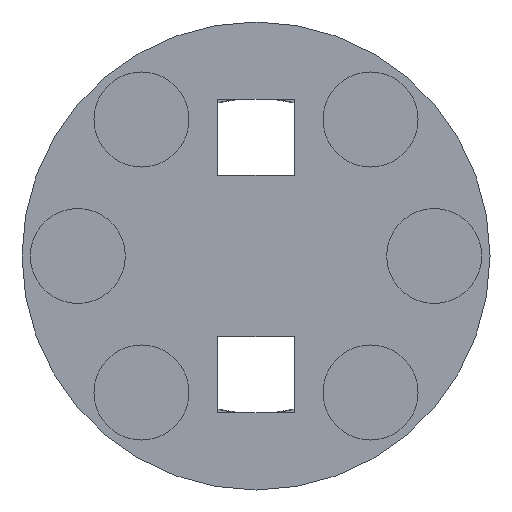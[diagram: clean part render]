
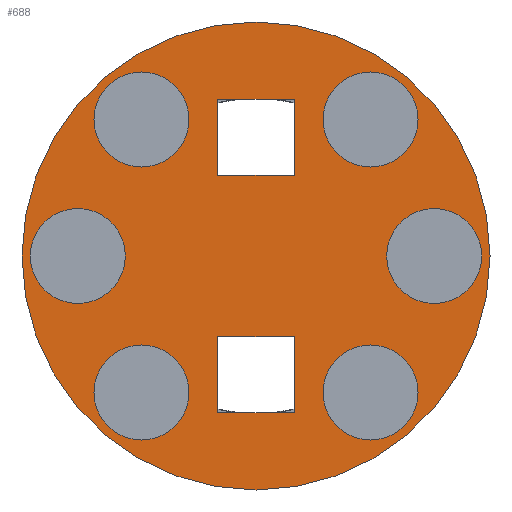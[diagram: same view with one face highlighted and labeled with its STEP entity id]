
A CAD part, front view. The second image highlights one B-rep face of the part: STEP entity #688.
In plain terms, the highlighted planar face has unit normal (0, -1, 0).
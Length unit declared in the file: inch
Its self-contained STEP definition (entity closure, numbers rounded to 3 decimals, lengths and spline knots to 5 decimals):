
#13 = DIRECTION ( 'NONE',  ( 0., 0., 1. ) ) ;
#15 = CARTESIAN_POINT ( 'NONE',  ( 0.04821, 0.02, -0.05745 ) ) ;
#24 = CARTESIAN_POINT ( 'NONE',  ( 0.075, 0.02, -0.02 ) ) ;
#27 = EDGE_LOOP ( 'NONE', ( #1158 ) ) ;
#32 = CARTESIAN_POINT ( 'NONE',  ( -0.016, 0.02, -0.066 ) ) ;
#34 = DIRECTION ( 'NONE',  ( 0., -1., 0. ) ) ;
#42 = EDGE_LOOP ( 'NONE', ( #1000 ) ) ;
#53 = AXIS2_PLACEMENT_3D ( 'NONE', #15, #874, #858 ) ;
#61 = VERTEX_POINT ( 'NONE', #1040 ) ;
#70 = ORIENTED_EDGE ( 'NONE', *, *, #1164, .F. ) ;
#76 = CARTESIAN_POINT ( 'NONE',  ( -0.016, 0.02, 0.034 ) ) ;
#81 = AXIS2_PLACEMENT_3D ( 'NONE', #1112, #122, #690 ) ;
#86 = DIRECTION ( 'NONE',  ( 0., 0., 1. ) ) ;
#101 = CARTESIAN_POINT ( 'NONE',  ( -0.016, 0.02, 0.066 ) ) ;
#103 = DIRECTION ( 'NONE',  ( 0., -1., 0. ) ) ;
#115 = CARTESIAN_POINT ( 'NONE',  ( 0.016, 0.02, -0.034 ) ) ;
#121 = DIRECTION ( 'NONE',  ( 0., 0., -1. ) ) ;
#122 = DIRECTION ( 'NONE',  ( 0., -1., 0. ) ) ;
#123 = ORIENTED_EDGE ( 'NONE', *, *, #375, .F. ) ;
#124 = VERTEX_POINT ( 'NONE', #644 ) ;
#129 = VECTOR ( 'NONE', #86, 39.37008 ) ;
#134 = EDGE_LOOP ( 'NONE', ( #763 ) ) ;
#136 = LINE ( 'NONE', #812, #695 ) ;
#148 = PLANE ( 'NONE',  #396 ) ;
#156 = DIRECTION ( 'NONE',  ( 0., -1., 0. ) ) ;
#158 = DIRECTION ( 'NONE',  ( 1., 0., 0. ) ) ;
#190 = CARTESIAN_POINT ( 'NONE',  ( -0.016, 0.02, 0.034 ) ) ;
#199 = CARTESIAN_POINT ( 'NONE',  ( -0.04821, 0.02, -0.05745 ) ) ;
#209 = DIRECTION ( 'NONE',  ( 0., -1., 0. ) ) ;
#226 = ORIENTED_EDGE ( 'NONE', *, *, #425, .F. ) ;
#229 = CIRCLE ( 'NONE', #81, 0.02 ) ;
#249 = VERTEX_POINT ( 'NONE', #190 ) ;
#260 = FACE_BOUND ( 'NONE', #42, .T. ) ;
#280 = CARTESIAN_POINT ( 'NONE',  ( 0.04821, 0.02, 0.05745 ) ) ;
#281 = EDGE_CURVE ( 'NONE', #1081, #1081, #1214, .T. ) ;
#293 = AXIS2_PLACEMENT_3D ( 'NONE', #428, #103, #13 ) ;
#298 = VERTEX_POINT ( 'NONE', #572 ) ;
#313 = EDGE_LOOP ( 'NONE', ( #534 ) ) ;
#314 = FACE_BOUND ( 'NONE', #860, .T. ) ;
#321 = VERTEX_POINT ( 'NONE', #32 ) ;
#322 = CARTESIAN_POINT ( 'NONE',  ( -0.016, 0.02, -0.066 ) ) ;
#337 = AXIS2_PLACEMENT_3D ( 'NONE', #280, #1128, #1030 ) ;
#338 = ORIENTED_EDGE ( 'NONE', *, *, #459, .F. ) ;
#345 = EDGE_CURVE ( 'NONE', #435, #435, #1131, .T. ) ;
#357 = AXIS2_PLACEMENT_3D ( 'NONE', #199, #156, #1103 ) ;
#359 = EDGE_LOOP ( 'NONE', ( #338, #70, #1142, #1178 ) ) ;
#370 = LINE ( 'NONE', #1056, #1161 ) ;
#375 = EDGE_CURVE ( 'NONE', #1055, #124, #370, .T. ) ;
#396 = AXIS2_PLACEMENT_3D ( 'NONE', #1111, #34, #623 ) ;
#410 = CARTESIAN_POINT ( 'NONE',  ( -0.04821, 0.02, 0.05745 ) ) ;
#416 = CARTESIAN_POINT ( 'NONE',  ( 0., 0.02, -0.0985 ) ) ;
#422 = FACE_BOUND ( 'NONE', #134, .T. ) ;
#425 = EDGE_CURVE ( 'NONE', #124, #249, #1184, .T. ) ;
#428 = CARTESIAN_POINT ( 'NONE',  ( -0.075, 0.02, 0. ) ) ;
#435 = VERTEX_POINT ( 'NONE', #668 ) ;
#437 = ORIENTED_EDGE ( 'NONE', *, *, #986, .F. ) ;
#440 = CARTESIAN_POINT ( 'NONE',  ( 0.016, 0.02, 0.034 ) ) ;
#459 = EDGE_CURVE ( 'NONE', #321, #1210, #136, .T. ) ;
#460 = ORIENTED_EDGE ( 'NONE', *, *, #873, .F. ) ;
#472 = LINE ( 'NONE', #115, #769 ) ;
#491 = FACE_BOUND ( 'NONE', #1031, .T. ) ;
#504 = DIRECTION ( 'NONE',  ( 0., 0., -1. ) ) ;
#521 = ORIENTED_EDGE ( 'NONE', *, *, #920, .F. ) ;
#524 = EDGE_CURVE ( 'NONE', #249, #737, #1162, .T. ) ;
#534 = ORIENTED_EDGE ( 'NONE', *, *, #1169, .F. ) ;
#547 = AXIS2_PLACEMENT_3D ( 'NONE', #694, #791, #504 ) ;
#567 = CARTESIAN_POINT ( 'NONE',  ( -0.016, 0.02, -0.034 ) ) ;
#572 = CARTESIAN_POINT ( 'NONE',  ( -0.04821, 0.02, -0.07745 ) ) ;
#585 = DIRECTION ( 'NONE',  ( -1., 0., 0. ) ) ;
#588 = EDGE_LOOP ( 'NONE', ( #733 ) ) ;
#598 = DIRECTION ( 'NONE',  ( -1., 0., 0. ) ) ;
#605 = CARTESIAN_POINT ( 'NONE',  ( 0.016, 0.02, 0.066 ) ) ;
#623 = DIRECTION ( 'NONE',  ( 0., 0., -1. ) ) ;
#635 = FACE_BOUND ( 'NONE', #800, .T. ) ;
#636 = FACE_BOUND ( 'NONE', #359, .T. ) ;
#644 = CARTESIAN_POINT ( 'NONE',  ( -0.016, 0.02, 0.066 ) ) ;
#646 = CIRCLE ( 'NONE', #337, 0.02 ) ;
#647 = CARTESIAN_POINT ( 'NONE',  ( 0.016, 0.02, -0.066 ) ) ;
#668 = CARTESIAN_POINT ( 'NONE',  ( 0.04821, 0.02, -0.03745 ) ) ;
#687 = EDGE_CURVE ( 'NONE', #1175, #1175, #229, .T. ) ;
#688 = ADVANCED_FACE ( 'NONE', ( #635, #636, #314, #886, #491, #1133, #422, #260, #1188 ), #148, .T. ) ;
#690 = DIRECTION ( 'NONE',  ( 0., 0., -1. ) ) ;
#694 = CARTESIAN_POINT ( 'NONE',  ( 0., 0.02, 0. ) ) ;
#695 = VECTOR ( 'NONE', #916, 39.37008 ) ;
#696 = CIRCLE ( 'NONE', #357, 0.02 ) ;
#697 = CARTESIAN_POINT ( 'NONE',  ( 0.04821, 0.02, 0.03745 ) ) ;
#726 = AXIS2_PLACEMENT_3D ( 'NONE', #410, #209, #1060 ) ;
#733 = ORIENTED_EDGE ( 'NONE', *, *, #281, .F. ) ;
#736 = EDGE_CURVE ( 'NONE', #825, #825, #646, .T. ) ;
#737 = VERTEX_POINT ( 'NONE', #834 ) ;
#751 = CIRCLE ( 'NONE', #293, 0.02 ) ;
#763 = ORIENTED_EDGE ( 'NONE', *, *, #345, .F. ) ;
#769 = VECTOR ( 'NONE', #817, 39.37008 ) ;
#778 = CARTESIAN_POINT ( 'NONE',  ( -0.016, 0.02, -0.034 ) ) ;
#791 = DIRECTION ( 'NONE',  ( 0., 1., 0. ) ) ;
#800 = EDGE_LOOP ( 'NONE', ( #226, #123, #521, #1074 ) ) ;
#812 = CARTESIAN_POINT ( 'NONE',  ( 0.016, 0.02, -0.066 ) ) ;
#817 = DIRECTION ( 'NONE',  ( 0., 0., 1. ) ) ;
#825 = VERTEX_POINT ( 'NONE', #697 ) ;
#834 = CARTESIAN_POINT ( 'NONE',  ( 0.016, 0.02, 0.034 ) ) ;
#858 = DIRECTION ( 'NONE',  ( 0., 0., 1. ) ) ;
#860 = EDGE_LOOP ( 'NONE', ( #460 ) ) ;
#873 = EDGE_CURVE ( 'NONE', #298, #298, #696, .T. ) ;
#874 = DIRECTION ( 'NONE',  ( 0., -1., 0. ) ) ;
#884 = LINE ( 'NONE', #440, #129 ) ;
#886 = FACE_BOUND ( 'NONE', #313, .T. ) ;
#890 = EDGE_CURVE ( 'NONE', #984, #1192, #951, .T. ) ;
#916 = DIRECTION ( 'NONE',  ( 1., 0., 0. ) ) ;
#920 = EDGE_CURVE ( 'NONE', #737, #1055, #884, .T. ) ;
#928 = VECTOR ( 'NONE', #158, 39.37008 ) ;
#929 = CARTESIAN_POINT ( 'NONE',  ( -0.075, 0.02, 0.02 ) ) ;
#951 = LINE ( 'NONE', #567, #1132 ) ;
#984 = VERTEX_POINT ( 'NONE', #1028 ) ;
#986 = EDGE_CURVE ( 'NONE', #61, #61, #1101, .T. ) ;
#1000 = ORIENTED_EDGE ( 'NONE', *, *, #687, .F. ) ;
#1028 = CARTESIAN_POINT ( 'NONE',  ( 0.016, 0.02, -0.034 ) ) ;
#1030 = DIRECTION ( 'NONE',  ( 0., 0., -1. ) ) ;
#1031 = EDGE_LOOP ( 'NONE', ( #437 ) ) ;
#1040 = CARTESIAN_POINT ( 'NONE',  ( -0.04821, 0.02, 0.07745 ) ) ;
#1048 = EDGE_CURVE ( 'NONE', #1210, #984, #472, .T. ) ;
#1055 = VERTEX_POINT ( 'NONE', #605 ) ;
#1056 = CARTESIAN_POINT ( 'NONE',  ( 0.016, 0.02, 0.066 ) ) ;
#1060 = DIRECTION ( 'NONE',  ( 0., 0., 1. ) ) ;
#1070 = VECTOR ( 'NONE', #121, 39.37008 ) ;
#1074 = ORIENTED_EDGE ( 'NONE', *, *, #524, .F. ) ;
#1081 = VERTEX_POINT ( 'NONE', #416 ) ;
#1089 = VECTOR ( 'NONE', #1090, 39.37008 ) ;
#1090 = DIRECTION ( 'NONE',  ( 0., 0., -1. ) ) ;
#1101 = CIRCLE ( 'NONE', #726, 0.02 ) ;
#1103 = DIRECTION ( 'NONE',  ( 0., 0., -1. ) ) ;
#1104 = VERTEX_POINT ( 'NONE', #929 ) ;
#1111 = CARTESIAN_POINT ( 'NONE',  ( 0., 0.02, 0. ) ) ;
#1112 = CARTESIAN_POINT ( 'NONE',  ( 0.075, 0.02, 0. ) ) ;
#1119 = LINE ( 'NONE', #322, #1070 ) ;
#1128 = DIRECTION ( 'NONE',  ( 0., -1., 0. ) ) ;
#1131 = CIRCLE ( 'NONE', #53, 0.02 ) ;
#1132 = VECTOR ( 'NONE', #598, 39.37008 ) ;
#1133 = FACE_OUTER_BOUND ( 'NONE', #588, .T. ) ;
#1142 = ORIENTED_EDGE ( 'NONE', *, *, #890, .F. ) ;
#1158 = ORIENTED_EDGE ( 'NONE', *, *, #736, .F. ) ;
#1161 = VECTOR ( 'NONE', #585, 39.37008 ) ;
#1162 = LINE ( 'NONE', #76, #928 ) ;
#1164 = EDGE_CURVE ( 'NONE', #1192, #321, #1119, .T. ) ;
#1169 = EDGE_CURVE ( 'NONE', #1104, #1104, #751, .T. ) ;
#1175 = VERTEX_POINT ( 'NONE', #24 ) ;
#1178 = ORIENTED_EDGE ( 'NONE', *, *, #1048, .F. ) ;
#1184 = LINE ( 'NONE', #101, #1089 ) ;
#1188 = FACE_BOUND ( 'NONE', #27, .T. ) ;
#1192 = VERTEX_POINT ( 'NONE', #778 ) ;
#1210 = VERTEX_POINT ( 'NONE', #647 ) ;
#1214 = CIRCLE ( 'NONE', #547, 0.0985 ) ;
